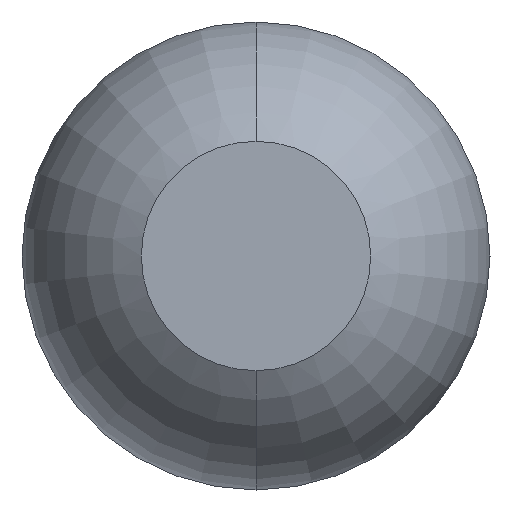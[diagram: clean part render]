
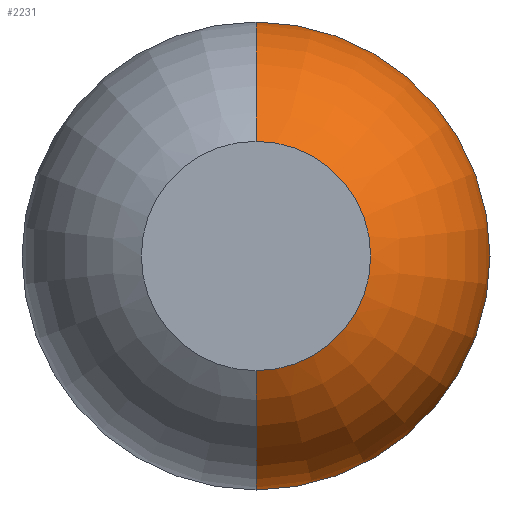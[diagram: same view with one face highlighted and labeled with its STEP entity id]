
A CAD part, front view. The second image highlights one B-rep face of the part: STEP entity #2231.
In plain terms, the highlighted toroidal (fillet/blend) face has major radius 0.01 mm and minor radius 0.5 mm.
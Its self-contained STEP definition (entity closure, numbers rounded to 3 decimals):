
#7 = DIRECTION ( 'NONE',  ( 0., 0., -1. ) ) ;
#119 = CARTESIAN_POINT ( 'NONE',  ( 0., -25.4, 0. ) ) ;
#276 = CARTESIAN_POINT ( 'NONE',  ( 0., -24.961, 0.51 ) ) ;
#304 = AXIS2_PLACEMENT_3D ( 'NONE', #1672, #556, #2504 ) ;
#382 = EDGE_CURVE ( 'Defeature ausgef�hrt1_0+Defeature ausgef�hrt1_6+Defeature ausgef�hrt1_6+Defeature ausgef�hrt1_6', #787, #1769, #3209, .T. ) ;
#500 = DIRECTION ( 'NONE',  ( 0., 0., -1. ) ) ;
#556 = DIRECTION ( 'NONE',  ( -1., 0., 0. ) ) ;
#787 = VERTEX_POINT ( 'NONE', #2813 ) ;
#1117 = FACE_OUTER_BOUND ( 'NONE', #1205, .T. ) ;
#1152 = ORIENTED_EDGE ( 'NONE', *, *, #3080, .T. ) ;
#1165 = VERTEX_POINT ( 'NONE', #2778 ) ;
#1205 = EDGE_LOOP ( 'NONE', ( #2293, #1152, #2814, #2446 ) ) ;
#1419 = EDGE_CURVE ( 'Defeature ausgef�hrt1_0+Defeature ausgef�hrt1_17+Defeature ausgef�hrt1_17+Defeature ausgef�hrt1_17', #2183, #1165, #1555, .T. ) ;
#1555 = CIRCLE ( 'NONE', #1845, 0.25 ) ;
#1672 = CARTESIAN_POINT ( 'NONE',  ( 0., -24.961, -0.01 ) ) ;
#1675 = DIRECTION ( 'NONE',  ( 0., 0., -1. ) ) ;
#1769 = VERTEX_POINT ( 'NONE', #276 ) ;
#1845 = AXIS2_PLACEMENT_3D ( 'NONE', #119, #1854, #2675 ) ;
#1854 = DIRECTION ( 'NONE',  ( 0., 1., 0. ) ) ;
#1873 = AXIS2_PLACEMENT_3D ( 'NONE', #3326, #2739, #1675 ) ;
#1925 = CARTESIAN_POINT ( 'NONE',  ( 0., -24.961, 0. ) ) ;
#2169 = CARTESIAN_POINT ( 'NONE',  ( 0., -24.961, 0.01 ) ) ;
#2183 = VERTEX_POINT ( 'NONE', #2702 ) ;
#2231 = ADVANCED_FACE ( 'Defeature ausgef�hrt1_0', ( #1117 ), #2548, .T. ) ;
#2293 = ORIENTED_EDGE ( 'NONE', *, *, #382, .T. ) ;
#2446 = ORIENTED_EDGE ( 'NONE', *, *, #2752, .F. ) ;
#2470 = DIRECTION ( 'NONE',  ( 1., 0., 0. ) ) ;
#2504 = DIRECTION ( 'NONE',  ( 0., 0., 1. ) ) ;
#2548 = TOROIDAL_SURFACE ( 'NONE', #1873, 0.01, 0.5 ) ;
#2675 = DIRECTION ( 'NONE',  ( 0., 0., 1. ) ) ;
#2677 = CIRCLE ( 'NONE', #3190, 0.5 ) ;
#2695 = AXIS2_PLACEMENT_3D ( 'NONE', #1925, #3569, #7 ) ;
#2702 = CARTESIAN_POINT ( 'NONE',  ( 0., -25.4, 0.25 ) ) ;
#2739 = DIRECTION ( 'NONE',  ( 0., -1., 0. ) ) ;
#2752 = EDGE_CURVE ( 'NONE', #787, #1165, #3290, .T. ) ;
#2778 = CARTESIAN_POINT ( 'NONE',  ( 0., -25.4, -0.25 ) ) ;
#2813 = CARTESIAN_POINT ( 'NONE',  ( 0., -24.961, -0.51 ) ) ;
#2814 = ORIENTED_EDGE ( 'NONE', *, *, #1419, .T. ) ;
#3080 = EDGE_CURVE ( 'NONE', #1769, #2183, #2677, .T. ) ;
#3190 = AXIS2_PLACEMENT_3D ( 'NONE', #2169, #2470, #500 ) ;
#3209 = CIRCLE ( 'NONE', #2695, 0.51 ) ;
#3290 = CIRCLE ( 'NONE', #304, 0.5 ) ;
#3326 = CARTESIAN_POINT ( 'NONE',  ( 0., -24.961, 0. ) ) ;
#3569 = DIRECTION ( 'NONE',  ( 0., -1., 0. ) ) ;
